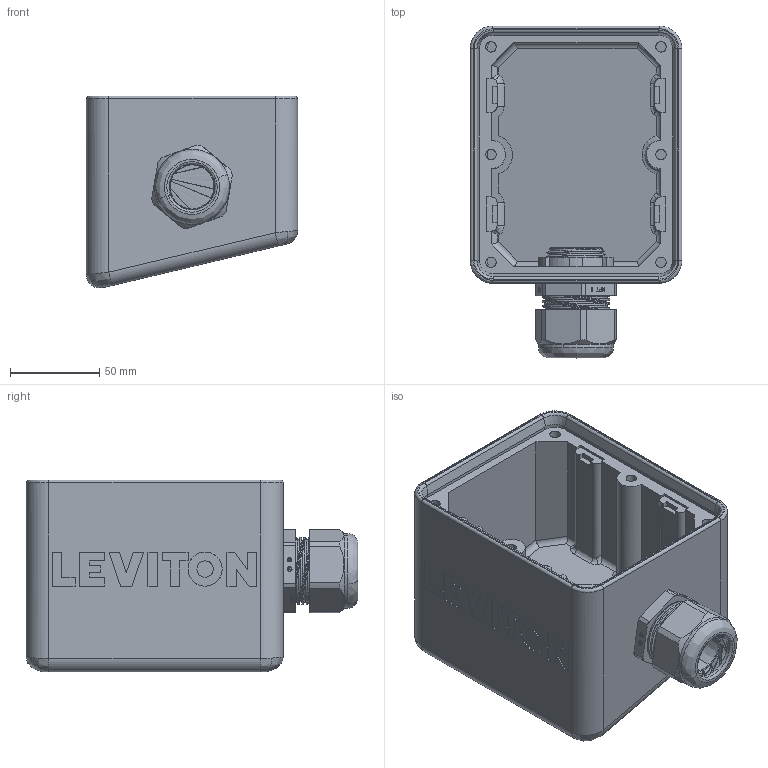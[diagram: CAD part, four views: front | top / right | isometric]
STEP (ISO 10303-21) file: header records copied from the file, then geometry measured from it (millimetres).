
FILE_DESCRIPTION (( 'STEP AP214' ), '1' );
FILE_NAME ('03300.STEP', '2021-10-15T20:50:04', ( '' ), ( '' ), 'SwSTEP 2.0', 'SolidWorks 2020', '' );
FILE_SCHEMA (( 'AUTOMOTIVE_DESIGN' ));
Length unit declared in the file: inch
Products named in the file (1): 03300
Bounding box: 118.24 x 185.42 x 107.27 mm (x, y, z)
Surface area: 133767.2 mm2 (no closed solid volume)
Topology: 0 solids, 17 shells, 495 faces, 2123 edges, 1623 vertices
Faces by surface type: plane 197, cylinder 153, bspline 83, cone 62
Entity records: 41765 total; most frequent: CARTESIAN_POINT 20580, ORIENTED_EDGE 3194, DIRECTION 2147, EDGE_CURVE 2121, VERTEX_POINT 1623, B_SPLINE_CURVE_WITH_KNOTS 940, VECTOR 933, LINE 933
